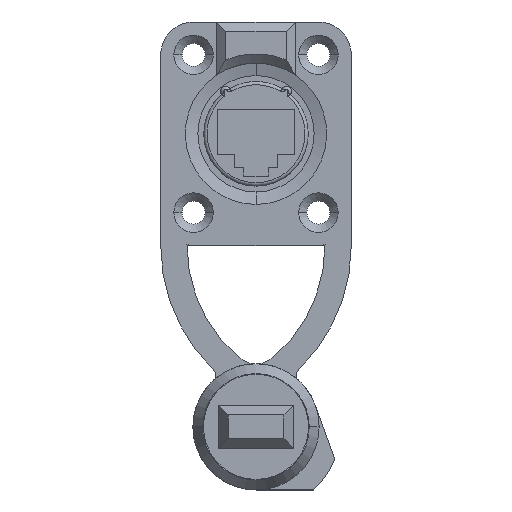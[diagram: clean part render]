
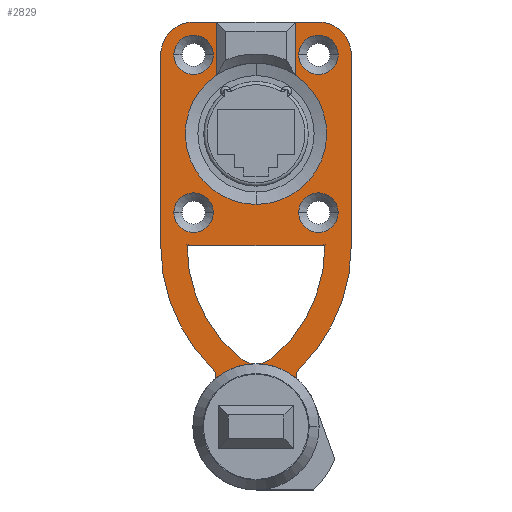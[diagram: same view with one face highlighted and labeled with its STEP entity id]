
A CAD part, top view. The second image highlights one B-rep face of the part: STEP entity #2829.
In plain terms, the highlighted planar face has unit normal (0, 0, 1).
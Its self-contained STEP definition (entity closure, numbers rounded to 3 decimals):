
#539=CARTESIAN_POINT('',(-9.5,12.,4.5));
#540=DIRECTION('',(0.,0.,1.));
#541=DIRECTION('',(1.,0.,0.));
#542=AXIS2_PLACEMENT_3D('',#539,#540,#541);
#544=CARTESIAN_POINT('',(-9.5,12.,4.5));
#545=DIRECTION('',(0.,0.,1.));
#546=DIRECTION('',(-1.,0.,0.));
#547=AXIS2_PLACEMENT_3D('',#544,#545,#546);
#549=CARTESIAN_POINT('',(9.5,-12.,4.5));
#550=DIRECTION('',(0.,0.,1.));
#551=DIRECTION('',(1.,0.,0.));
#552=AXIS2_PLACEMENT_3D('',#549,#550,#551);
#554=CARTESIAN_POINT('',(9.5,-12.,4.5));
#555=DIRECTION('',(0.,0.,1.));
#556=DIRECTION('',(-1.,0.,0.));
#557=AXIS2_PLACEMENT_3D('',#554,#555,#556);
#559=CARTESIAN_POINT('',(9.5,12.,4.5));
#560=DIRECTION('',(0.,0.,1.));
#561=DIRECTION('',(1.,0.,0.));
#562=AXIS2_PLACEMENT_3D('',#559,#560,#561);
#564=CARTESIAN_POINT('',(9.5,12.,4.5));
#565=DIRECTION('',(0.,0.,1.));
#566=DIRECTION('',(-1.,0.,0.));
#567=AXIS2_PLACEMENT_3D('',#564,#565,#566);
#569=CARTESIAN_POINT('',(-9.5,-12.,4.5));
#570=DIRECTION('',(0.,0.,1.));
#571=DIRECTION('',(1.,0.,0.));
#572=AXIS2_PLACEMENT_3D('',#569,#570,#571);
#574=CARTESIAN_POINT('',(-9.5,-12.,4.5));
#575=DIRECTION('',(0.,0.,1.));
#576=DIRECTION('',(-1.,0.,0.));
#577=AXIS2_PLACEMENT_3D('',#574,#575,#576);
#602=CARTESIAN_POINT('',(0.,-44.6,4.5));
#603=DIRECTION('',(0.,0.,1.));
#604=DIRECTION('',(0.669,0.743,0.));
#605=AXIS2_PLACEMENT_3D('',#602,#603,#604);
#607=CARTESIAN_POINT('',(0.,-31.,4.5));
#608=DIRECTION('',(0.,0.,-1.));
#609=DIRECTION('',(0.645,-0.764,0.));
#610=AXIS2_PLACEMENT_3D('',#607,#608,#609);
#612=CARTESIAN_POINT('',(-11.827,-17.,4.5));
#613=DIRECTION('',(0.,0.,-1.));
#614=DIRECTION('',(1.,0.005,0.));
#615=AXIS2_PLACEMENT_3D('',#612,#613,#614);
#617=CARTESIAN_POINT('',(9.5,-12.,4.5));
#618=DIRECTION('',(0.,0.,1.));
#619=DIRECTION('',(0.,-1.,0.));
#620=AXIS2_PLACEMENT_3D('',#617,#618,#619);
#622=DIRECTION('',(-1.,0.,0.));
#623=VECTOR('',#622,19.);
#624=CARTESIAN_POINT('',(9.5,-17.,4.5));
#625=LINE('',#624,#623);
#626=CARTESIAN_POINT('',(-9.5,-12.,4.5));
#627=DIRECTION('',(0.,0.,1.));
#628=DIRECTION('',(-0.2,-0.98,0.));
#629=AXIS2_PLACEMENT_3D('',#626,#627,#628);
#631=CARTESIAN_POINT('',(11.827,-17.,4.5));
#632=DIRECTION('',(0.,0.,-1.));
#633=DIRECTION('',(-0.645,-0.764,0.));
#634=AXIS2_PLACEMENT_3D('',#631,#632,#633);
#636=CARTESIAN_POINT('',(0.,-31.,4.5));
#637=DIRECTION('',(0.,0.,-1.));
#638=DIRECTION('',(0.,-1.,0.));
#639=AXIS2_PLACEMENT_3D('',#636,#637,#638);
#641=CARTESIAN_POINT('',(0.,-44.6,4.5));
#642=DIRECTION('',(0.,0.,1.));
#643=DIRECTION('',(0.,1.,0.));
#644=AXIS2_PLACEMENT_3D('',#641,#642,#643);
#646=CARTESIAN_POINT('',(-7.09,-36.72,4.5));
#647=DIRECTION('',(0.,0.,-1.));
#648=DIRECTION('',(0.692,0.722,0.));
#649=AXIS2_PLACEMENT_3D('',#646,#647,#648);
#651=CARTESIAN_POINT('',(11.827,-17.,4.5));
#652=DIRECTION('',(0.,0.,1.));
#653=DIRECTION('',(-1.,0.,0.));
#654=AXIS2_PLACEMENT_3D('',#651,#652,#653);
#656=CARTESIAN_POINT('',(-9.5,12.,4.5));
#657=DIRECTION('',(0.,0.,1.));
#658=DIRECTION('',(0.,1.,0.));
#659=AXIS2_PLACEMENT_3D('',#656,#657,#658);
#661=DIRECTION('',(1.,0.,0.));
#662=VECTOR('',#661,3.5);
#663=CARTESIAN_POINT('',(-9.5,17.,4.5));
#664=LINE('',#663,#662);
#665=DIRECTION('',(0.,-1.,0.));
#666=VECTOR('',#665,8.08);
#667=CARTESIAN_POINT('',(-6.,17.,4.5));
#668=LINE('',#667,#666);
#669=DIRECTION('',(0.,-1.,0.));
#670=VECTOR('',#669,8.08);
#671=CARTESIAN_POINT('',(6.,17.,4.5));
#672=LINE('',#671,#670);
#673=DIRECTION('',(1.,0.,0.));
#674=VECTOR('',#673,3.5);
#675=CARTESIAN_POINT('',(6.,17.,4.5));
#676=LINE('',#675,#674);
#677=CARTESIAN_POINT('',(9.5,12.,4.5));
#678=DIRECTION('',(0.,0.,1.));
#679=DIRECTION('',(1.,0.,0.));
#680=AXIS2_PLACEMENT_3D('',#677,#678,#679);
#682=CARTESIAN_POINT('',(-11.827,-17.,4.5));
#683=DIRECTION('',(0.,0.,1.));
#684=DIRECTION('',(0.692,-0.722,0.));
#685=AXIS2_PLACEMENT_3D('',#682,#683,#684);
#687=CARTESIAN_POINT('',(7.09,-36.72,4.5));
#688=DIRECTION('',(0.,0.,-1.));
#689=DIRECTION('',(-0.669,-0.743,0.));
#690=AXIS2_PLACEMENT_3D('',#687,#688,#689);
#1012=DIRECTION('',(0.,1.,0.));
#1013=VECTOR('',#1012,29.);
#1014=CARTESIAN_POINT('',(14.5,-17.,4.5));
#1015=LINE('',#1014,#1013);
#1111=CARTESIAN_POINT('',(0.,0.,4.5));
#1112=DIRECTION('',(0.,0.,-1.));
#1113=DIRECTION('',(0.558,0.83,0.));
#1114=AXIS2_PLACEMENT_3D('',#1111,#1112,#1113);
#1129=CARTESIAN_POINT('',(0.,0.,4.5));
#1130=DIRECTION('',(0.,0.,1.));
#1131=DIRECTION('',(-0.558,0.83,0.));
#1132=AXIS2_PLACEMENT_3D('',#1129,#1130,#1131);
#1456=DIRECTION('',(0.,-1.,0.));
#1457=VECTOR('',#1456,29.);
#1458=CARTESIAN_POINT('',(-14.5,12.,4.5));
#1459=LINE('',#1458,#1457);
#1569=CARTESIAN_POINT('',(-9.5,17.,4.5));
#1570=CARTESIAN_POINT('',(-14.5,12.,4.5));
#1571=VERTEX_POINT('',#1569);
#1572=VERTEX_POINT('',#1570);
#1573=CARTESIAN_POINT('',(14.5,12.,4.5));
#1574=CARTESIAN_POINT('',(9.5,17.,4.5));
#1575=VERTEX_POINT('',#1573);
#1576=VERTEX_POINT('',#1574);
#1577=CARTESIAN_POINT('',(9.5,-17.,4.5));
#1578=CARTESIAN_POINT('',(-9.5,-17.,4.5));
#1579=VERTEX_POINT('',#1577);
#1580=VERTEX_POINT('',#1578);
#1723=CARTESIAN_POINT('',(-6.5,12.,4.5));
#1724=CARTESIAN_POINT('',(-12.5,12.,4.5));
#1725=VERTEX_POINT('',#1723);
#1726=VERTEX_POINT('',#1724);
#1727=CARTESIAN_POINT('',(12.5,-12.,4.5));
#1728=CARTESIAN_POINT('',(6.5,-12.,4.5));
#1729=VERTEX_POINT('',#1727);
#1730=VERTEX_POINT('',#1728);
#1747=CARTESIAN_POINT('',(0.,-10.75,4.5));
#1749=VERTEX_POINT('',#1747);
#1761=CARTESIAN_POINT('',(12.5,12.,4.5));
#1762=CARTESIAN_POINT('',(6.5,12.,4.5));
#1763=VERTEX_POINT('',#1761);
#1764=VERTEX_POINT('',#1762);
#1765=CARTESIAN_POINT('',(-6.5,-12.,4.5));
#1766=CARTESIAN_POINT('',(-12.5,-12.,4.5));
#1767=VERTEX_POINT('',#1765);
#1768=VERTEX_POINT('',#1766);
#1785=CARTESIAN_POINT('',(-6.,17.,4.5));
#1786=CARTESIAN_POINT('',(-6.,8.92,4.5));
#1787=VERTEX_POINT('',#1785);
#1788=VERTEX_POINT('',#1786);
#1789=CARTESIAN_POINT('',(6.,8.92,4.5));
#1791=VERTEX_POINT('',#1789);
#1793=CARTESIAN_POINT('',(6.,17.,4.5));
#1794=VERTEX_POINT('',#1793);
#1811=CARTESIAN_POINT('',(-14.5,-17.,4.5));
#1812=CARTESIAN_POINT('',(-6.398,-35.999,4.5));
#1813=VERTEX_POINT('',#1811);
#1814=VERTEX_POINT('',#1812);
#1819=CARTESIAN_POINT('',(6.398,-35.999,4.5));
#1820=CARTESIAN_POINT('',(14.5,-17.,4.5));
#1821=VERTEX_POINT('',#1819);
#1822=VERTEX_POINT('',#1820);
#1847=CARTESIAN_POINT('',(2.581,-34.056,4.5));
#1848=VERTEX_POINT('',#1847);
#1849=CARTESIAN_POINT('',(-2.581,-34.056,4.5));
#1850=VERTEX_POINT('',#1849);
#1855=CARTESIAN_POINT('',(10.5,-16.899,4.5));
#1856=VERTEX_POINT('',#1855);
#1861=CARTESIAN_POINT('',(-10.5,-16.899,4.5));
#1862=VERTEX_POINT('',#1861);
#1867=CARTESIAN_POINT('',(6.421,-37.464,4.5));
#1868=CARTESIAN_POINT('',(0.,-35.,4.5));
#1869=VERTEX_POINT('',#1867);
#1870=VERTEX_POINT('',#1868);
#1871=CARTESIAN_POINT('',(-6.421,-37.464,4.5));
#1872=VERTEX_POINT('',#1871);
#2754=CARTESIAN_POINT('',(0.,0.,4.5));
#2755=DIRECTION('',(0.,0.,-1.));
#2756=DIRECTION('',(0.,-1.,0.));
#2757=AXIS2_PLACEMENT_3D('',#2754,#2755,#2756);
#2758=PLANE('',#2757);
#2760=ORIENTED_EDGE('',*,*,#2759,.T.);
#2762=ORIENTED_EDGE('',*,*,#2761,.F.);
#2764=ORIENTED_EDGE('',*,*,#2763,.F.);
#2766=ORIENTED_EDGE('',*,*,#2765,.F.);
#2768=ORIENTED_EDGE('',*,*,#2767,.T.);
#2770=ORIENTED_EDGE('',*,*,#2769,.F.);
#2772=ORIENTED_EDGE('',*,*,#2771,.F.);
#2774=ORIENTED_EDGE('',*,*,#2773,.F.);
#2776=ORIENTED_EDGE('',*,*,#2775,.T.);
#2778=ORIENTED_EDGE('',*,*,#2777,.F.);
#2780=ORIENTED_EDGE('',*,*,#2779,.F.);
#2782=ORIENTED_EDGE('',*,*,#2781,.F.);
#2784=ORIENTED_EDGE('',*,*,#2783,.F.);
#2786=ORIENTED_EDGE('',*,*,#2785,.T.);
#2788=ORIENTED_EDGE('',*,*,#2787,.T.);
#2790=ORIENTED_EDGE('',*,*,#2789,.T.);
#2792=ORIENTED_EDGE('',*,*,#2791,.F.);
#2794=ORIENTED_EDGE('',*,*,#2793,.F.);
#2796=ORIENTED_EDGE('',*,*,#2795,.T.);
#2798=ORIENTED_EDGE('',*,*,#2797,.F.);
#2800=ORIENTED_EDGE('',*,*,#2799,.F.);
#2802=ORIENTED_EDGE('',*,*,#2801,.F.);
#2804=ORIENTED_EDGE('',*,*,#2803,.F.);
#2805=EDGE_LOOP('',(#2760,#2762,#2764,#2766,#2768,#2770,#2772,#2774,#2776,#2778,
#2780,#2782,#2784,#2786,#2788,#2790,#2792,#2794,#2796,#2798,#2800,#2802,#2804));
#2806=FACE_OUTER_BOUND('',#2805,.F.);
#2807=ORIENTED_EDGE('',*,*,#2730,.T.);
#2808=ORIENTED_EDGE('',*,*,#2716,.T.);
#2809=EDGE_LOOP('',(#2807,#2808));
#2810=FACE_BOUND('',#2809,.F.);
#2812=ORIENTED_EDGE('',*,*,#2811,.T.);
#2814=ORIENTED_EDGE('',*,*,#2813,.T.);
#2815=EDGE_LOOP('',(#2812,#2814));
#2816=FACE_BOUND('',#2815,.F.);
#2818=ORIENTED_EDGE('',*,*,#2817,.T.);
#2820=ORIENTED_EDGE('',*,*,#2819,.T.);
#2821=EDGE_LOOP('',(#2818,#2820));
#2822=FACE_BOUND('',#2821,.F.);
#2824=ORIENTED_EDGE('',*,*,#2823,.T.);
#2826=ORIENTED_EDGE('',*,*,#2825,.T.);
#2827=EDGE_LOOP('',(#2824,#2826));
#2828=FACE_BOUND('',#2827,.F.);
#2829=ADVANCED_FACE('',(#2806,#2810,#2816,#2822,#2828),#2758,.F.);
#543=CIRCLE('',#542,3.);
#548=CIRCLE('',#547,3.);
#553=CIRCLE('',#552,3.);
#558=CIRCLE('',#557,3.);
#563=CIRCLE('',#562,3.);
#568=CIRCLE('',#567,3.);
#573=CIRCLE('',#572,3.);
#578=CIRCLE('',#577,3.);
#606=CIRCLE('',#605,9.6);
#611=CIRCLE('',#610,4.);
#616=CIRCLE('',#615,22.327);
#621=CIRCLE('',#620,5.);
#630=CIRCLE('',#629,5.);
#635=CIRCLE('',#634,22.327);
#640=CIRCLE('',#639,4.);
#645=CIRCLE('',#644,9.6);
#650=CIRCLE('',#649,1.);
#655=CIRCLE('',#654,26.327);
#660=CIRCLE('',#659,5.);
#681=CIRCLE('',#680,5.);
#686=CIRCLE('',#685,26.327);
#691=CIRCLE('',#690,1.);
#1115=CIRCLE('',#1114,10.75);
#1133=CIRCLE('',#1132,10.75);
#2716=EDGE_CURVE('',#1726,#1725,#548,.T.);
#2730=EDGE_CURVE('',#1725,#1726,#543,.T.);
#2759=EDGE_CURVE('',#1869,#1870,#606,.T.);
#2761=EDGE_CURVE('',#1848,#1870,#611,.T.);
#2763=EDGE_CURVE('',#1856,#1848,#616,.T.);
#2765=EDGE_CURVE('',#1579,#1856,#621,.T.);
#2767=EDGE_CURVE('',#1579,#1580,#625,.T.);
#2769=EDGE_CURVE('',#1862,#1580,#630,.T.);
#2771=EDGE_CURVE('',#1850,#1862,#635,.T.);
#2773=EDGE_CURVE('',#1870,#1850,#640,.T.);
#2775=EDGE_CURVE('',#1870,#1872,#645,.T.);
#2777=EDGE_CURVE('',#1814,#1872,#650,.T.);
#2779=EDGE_CURVE('',#1813,#1814,#655,.T.);
#2781=EDGE_CURVE('',#1572,#1813,#1459,.T.);
#2783=EDGE_CURVE('',#1571,#1572,#660,.T.);
#2785=EDGE_CURVE('',#1571,#1787,#664,.T.);
#2787=EDGE_CURVE('',#1787,#1788,#668,.T.);
#2789=EDGE_CURVE('',#1788,#1749,#1133,.T.);
#2791=EDGE_CURVE('',#1791,#1749,#1115,.T.);
#2793=EDGE_CURVE('',#1794,#1791,#672,.T.);
#2795=EDGE_CURVE('',#1794,#1576,#676,.T.);
#2797=EDGE_CURVE('',#1575,#1576,#681,.T.);
#2799=EDGE_CURVE('',#1822,#1575,#1015,.T.);
#2801=EDGE_CURVE('',#1821,#1822,#686,.T.);
#2803=EDGE_CURVE('',#1869,#1821,#691,.T.);
#2811=EDGE_CURVE('',#1729,#1730,#553,.T.);
#2813=EDGE_CURVE('',#1730,#1729,#558,.T.);
#2817=EDGE_CURVE('',#1763,#1764,#563,.T.);
#2819=EDGE_CURVE('',#1764,#1763,#568,.T.);
#2823=EDGE_CURVE('',#1767,#1768,#573,.T.);
#2825=EDGE_CURVE('',#1768,#1767,#578,.T.);
